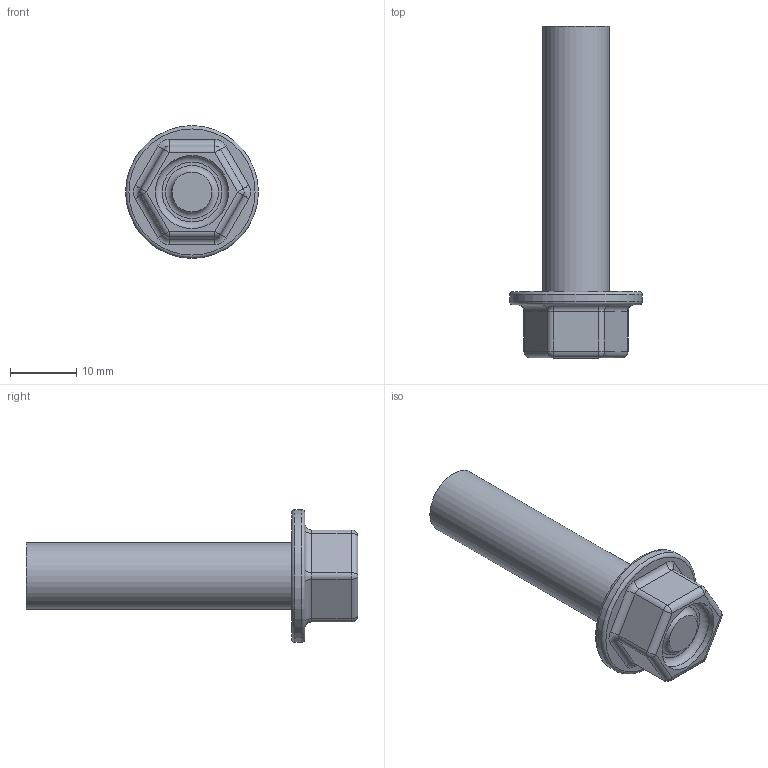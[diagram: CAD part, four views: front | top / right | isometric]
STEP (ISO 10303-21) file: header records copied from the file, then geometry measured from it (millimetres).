
FILE_DESCRIPTION(/* description */ ('Unknown'),/* implementation_level */ '2;1');
FILE_NAME(/* name */ 'Rear Wheel Sprocket Bolt',/* time_stamp */ '2024-09-21T14:46:08-03:00',/* author */ ('Unknown'),/* organization */ ('Unknown'),/* preprocessor_version */ 'ST-DEVELOPER v18.102',/* originating_system */ 'Solid Edge',/* authorisation */ 'Unknown');
FILE_SCHEMA (('AUTOMOTIVE_DESIGN {1 0 10303 214 3 1 1}'));
Length unit declared in the file: millimetre
Products named in the file (1): Part1
Bounding box: 20 x 50 x 20 mm (x, y, z)
Volume: 4941.8 mm3; surface area: 2386.8 mm2
Topology: 1 solids, 1 shells, 49 faces, 104 edges, 55 vertices
Faces by surface type: cylinder 21, plane 12, torus 10, sphere 6
Full cylindrical faces by diameter (mm): 10 x1, 11 x1, 20 x1
Entity records: 1234 total; most frequent: DIRECTION 242, CARTESIAN_POINT 192, ORIENTED_EDGE 178, AXIS2_PLACEMENT_3D 103, EDGE_CURVE 89, EDGE_LOOP 60, FACE_BOUND 60, VERTEX_POINT 53
